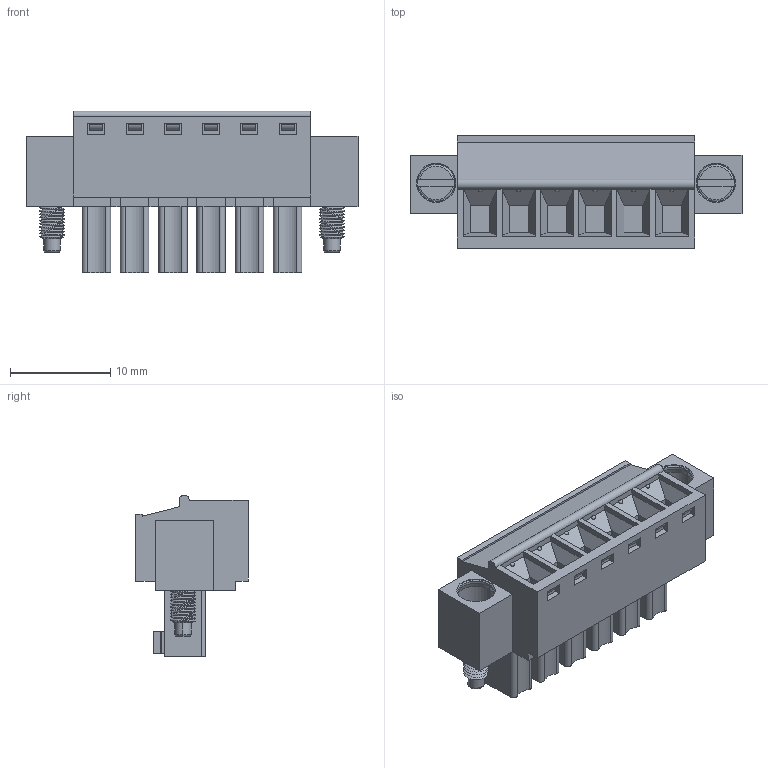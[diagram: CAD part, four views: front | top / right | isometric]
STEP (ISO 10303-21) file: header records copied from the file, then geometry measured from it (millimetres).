
FILE_DESCRIPTION((''),'2;1');
FILE_NAME('WJ15EDGKM_381-6P','2016-08-09T',('QZY'),(''),'CREO PARAMETRIC BY PTC INC, 2014440','CREO PARAMETRIC BY PTC INC, 2014440','');
FILE_SCHEMA(('CONFIG_CONTROL_DESIGN'));
Length unit declared in the file: millimetre
Products named in the file (1): WJ15EDGKM_381-6P
Bounding box: 33.05 x 11.2 x 16.1 mm (x, y, z)
Volume: 2661.1 mm3; surface area: 2894 mm2
Topology: 1 solids, 1 shells, 633 faces, 1581 edges, 1000 vertices
Faces by surface type: plane 348, cylinder 145, cone 76, torus 36, bspline 16, sphere 12
Entity records: 22799 total; most frequent: CARTESIAN_POINT 7683, ORIENTED_EDGE 3138, DIRECTION 3097, EDGE_CURVE 1569, AXIS2_PLACEMENT_3D 1071, VERTEX_POINT 1000, VECTOR 955, LINE 955
